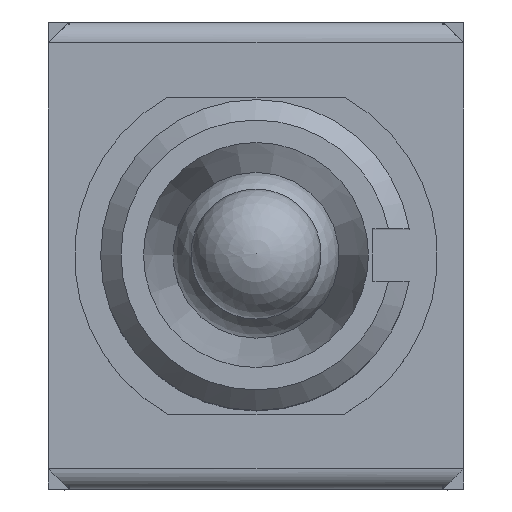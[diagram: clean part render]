
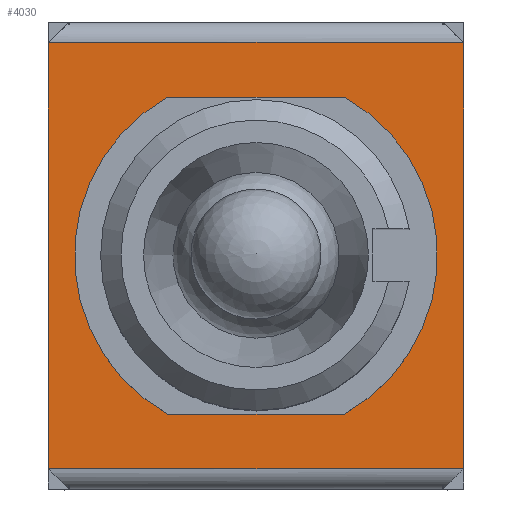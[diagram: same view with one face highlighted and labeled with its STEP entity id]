
A CAD part, top view. The second image highlights one B-rep face of the part: STEP entity #4030.
In plain terms, the highlighted planar face has unit normal (0, 0, 1).
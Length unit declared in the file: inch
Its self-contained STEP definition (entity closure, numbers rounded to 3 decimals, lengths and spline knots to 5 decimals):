
#192=FACE_BOUND('',#613,.T.);
#208=CIRCLE('',#4177,0.13976);
#210=CIRCLE('',#4181,0.13976);
#381=FACE_OUTER_BOUND('',#612,.T.);
#612=EDGE_LOOP('',(#3197,#3198,#3199,#3200,#3201,#3202,#3203,#3204));
#613=EDGE_LOOP('',(#3205,#3206,#3207,#3208));
#750=LINE('',#5515,#1178);
#753=LINE('',#5524,#1181);
#900=LINE('',#7363,#1328);
#904=LINE('',#7372,#1332);
#931=LINE('',#7431,#1359);
#933=LINE('',#7437,#1361);
#936=LINE('',#7442,#1364);
#937=LINE('',#7444,#1365);
#938=LINE('',#7446,#1366);
#939=LINE('',#7447,#1367);
#1178=VECTOR('',#4513,0.3937);
#1181=VECTOR('',#4524,0.3937);
#1328=VECTOR('',#4903,0.3937);
#1332=VECTOR('',#4911,0.3937);
#1359=VECTOR('',#4950,0.3937);
#1361=VECTOR('',#4956,0.3937);
#1364=VECTOR('',#4961,0.3937);
#1365=VECTOR('',#4962,0.3937);
#1366=VECTOR('',#4963,0.3937);
#1367=VECTOR('',#4964,0.3937);
#1601=VERTEX_POINT('',#5505);
#1602=VERTEX_POINT('',#5507);
#1604=VERTEX_POINT('',#5513);
#1606=VERTEX_POINT('',#5519);
#1798=VERTEX_POINT('',#7360);
#1799=VERTEX_POINT('',#7362);
#1802=VERTEX_POINT('',#7370);
#1827=VERTEX_POINT('',#7428);
#1828=VERTEX_POINT('',#7430);
#1830=VERTEX_POINT('',#7436);
#1832=VERTEX_POINT('',#7443);
#1833=VERTEX_POINT('',#7445);
#2003=EDGE_CURVE('',#1602,#1601,#208,.T.);
#2007=EDGE_CURVE('',#1601,#1604,#750,.T.);
#2010=EDGE_CURVE('',#1604,#1606,#210,.T.);
#2012=EDGE_CURVE('',#1606,#1602,#753,.T.);
#2286=EDGE_CURVE('',#1798,#1799,#900,.T.);
#2291=EDGE_CURVE('',#1802,#1798,#904,.T.);
#2321=EDGE_CURVE('',#1827,#1828,#931,.T.);
#2324=EDGE_CURVE('',#1828,#1830,#933,.T.);
#2327=EDGE_CURVE('',#1830,#1802,#936,.T.);
#2328=EDGE_CURVE('',#1832,#1827,#937,.T.);
#2329=EDGE_CURVE('',#1833,#1832,#938,.T.);
#2330=EDGE_CURVE('',#1799,#1833,#939,.T.);
#3197=ORIENTED_EDGE('',*,*,#2286,.F.);
#3198=ORIENTED_EDGE('',*,*,#2291,.F.);
#3199=ORIENTED_EDGE('',*,*,#2327,.F.);
#3200=ORIENTED_EDGE('',*,*,#2324,.F.);
#3201=ORIENTED_EDGE('',*,*,#2321,.F.);
#3202=ORIENTED_EDGE('',*,*,#2328,.F.);
#3203=ORIENTED_EDGE('',*,*,#2329,.F.);
#3204=ORIENTED_EDGE('',*,*,#2330,.F.);
#3205=ORIENTED_EDGE('',*,*,#2003,.T.);
#3206=ORIENTED_EDGE('',*,*,#2007,.T.);
#3207=ORIENTED_EDGE('',*,*,#2010,.T.);
#3208=ORIENTED_EDGE('',*,*,#2012,.T.);
#3827=PLANE('',#4309);
#4030=ADVANCED_FACE('',(#381,#192),#3827,.T.);
#4177=AXIS2_PLACEMENT_3D('',#5508,#4506,#4507);
#4181=AXIS2_PLACEMENT_3D('',#5521,#4519,#4520);
#4309=AXIS2_PLACEMENT_3D('',#7441,#4959,#4960);
#4506=DIRECTION('center_axis',(0.,0.,
-1.));
#4507=DIRECTION('ref_axis',(-0.487,0.873,0.));
#4513=DIRECTION('',(-1.,0.,0.));
#4519=DIRECTION('center_axis',(0.,0.,
-1.));
#4520=DIRECTION('ref_axis',(0.487,-0.873,0.));
#4524=DIRECTION('',(1.,0.,0.));
#4903=DIRECTION('',(1.,0.,0.));
#4911=DIRECTION('',(0.707,0.707,0.));
#4950=DIRECTION('',(-1.,0.,0.));
#4956=DIRECTION('',(-0.707,0.707,0.));
#4959=DIRECTION('center_axis',(0.,0.,
1.));
#4960=DIRECTION('ref_axis',(1.,0.,0.));
#4961=DIRECTION('',(0.,1.,0.));
#4962=DIRECTION('',(-0.707,-0.707,0.));
#4963=DIRECTION('',(0.,-1.,0.));
#4964=DIRECTION('',(0.707,-0.707,0.));
#5505=CARTESIAN_POINT('',(0.06811,-0.12205,0.28858));
#5507=CARTESIAN_POINT('',(0.06811,0.12205,0.28858));
#5508=CARTESIAN_POINT('Origin',(0.,0.,
0.28858));
#5513=CARTESIAN_POINT('',(-0.06811,-0.12205,0.28858));
#5515=CARTESIAN_POINT('',(0.03405,-0.12205,0.28858));
#5519=CARTESIAN_POINT('',(-0.06811,0.12205,0.28858));
#5521=CARTESIAN_POINT('Origin',(0.,0.,
0.28858));
#5524=CARTESIAN_POINT('',(-0.03405,0.12205,0.28858));
#7360=CARTESIAN_POINT('',(-0.15965,0.16417,0.28858));
#7362=CARTESIAN_POINT('',(0.15965,0.16417,0.28858));
#7363=CARTESIAN_POINT('',(-0.08002,0.16417,0.28858));
#7370=CARTESIAN_POINT('',(-0.16004,0.16378,0.28858));
#7372=CARTESIAN_POINT('',(-0.15694,0.16688,0.28858));
#7428=CARTESIAN_POINT('',(0.15965,-0.16417,0.28858));
#7430=CARTESIAN_POINT('',(-0.15965,-0.16417,0.28858));
#7431=CARTESIAN_POINT('',(0.08002,-0.16417,0.28858));
#7436=CARTESIAN_POINT('',(-0.16004,-0.16378,0.28858));
#7437=CARTESIAN_POINT('',(-0.15694,-0.16688,0.28858));
#7441=CARTESIAN_POINT('Origin',(0.,0.,
0.28858));
#7442=CARTESIAN_POINT('',(-0.16004,-0.17992,0.28858));
#7443=CARTESIAN_POINT('',(0.16004,-0.16378,0.28858));
#7444=CARTESIAN_POINT('',(0.15694,-0.16688,0.28858));
#7445=CARTESIAN_POINT('',(0.16004,0.16378,0.28858));
#7446=CARTESIAN_POINT('',(0.16004,0.17992,0.28858));
#7447=CARTESIAN_POINT('',(0.15694,0.16688,0.28858));
